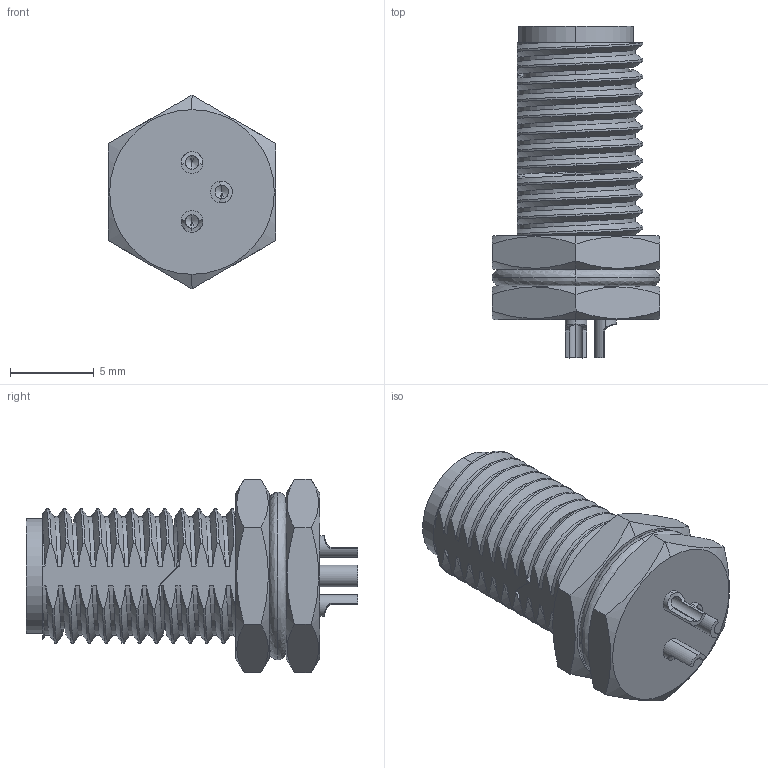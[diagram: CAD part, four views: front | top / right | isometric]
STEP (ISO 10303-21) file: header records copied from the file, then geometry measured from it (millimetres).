
FILE_DESCRIPTION (( 'STEP AP203' ), '1' );
FILE_NAME ('P42.STEP', '2020-03-30T07:52:47', ( 'edpusr' ), ( 'Microsoft' ), 'SwSTEP 2.0', 'SolidWorks 2015', '' );
FILE_SCHEMA (( 'CONFIG_CONTROL_DESIGN' ));
Length unit declared in the file: millimetre
Products named in the file (1): P42
Bounding box: 10 x 19.78 x 11.55 mm (x, y, z)
Volume: 816.9 mm3; surface area: 963.8 mm2
Topology: 1 solids, 1 shells, 149 faces, 405 edges, 257 vertices
Faces by surface type: cylinder 63, bspline 49, plane 23, cone 14
Entity records: 24546 total; most frequent: CARTESIAN_POINT 21386, ORIENTED_EDGE 786, DIRECTION 476, EDGE_CURVE 393, VERTEX_POINT 257, AXIS2_PLACEMENT_3D 172, EDGE_LOOP 160, ADVANCED_FACE 149
